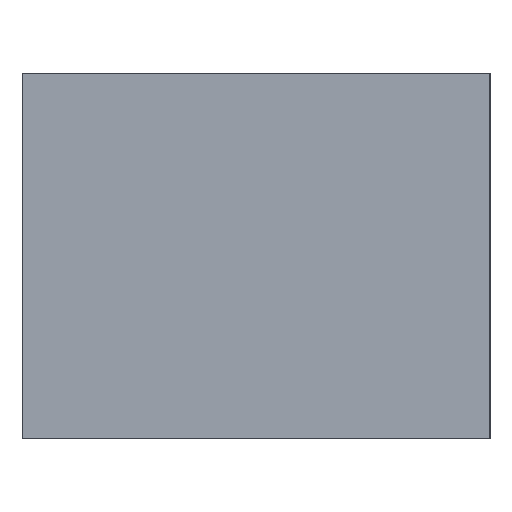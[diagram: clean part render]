
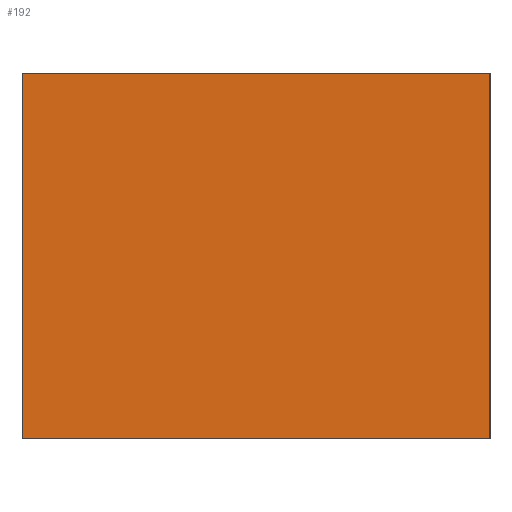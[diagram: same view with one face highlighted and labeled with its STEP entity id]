
A CAD part, left-side view. The second image highlights one B-rep face of the part: STEP entity #192.
In plain terms, the highlighted planar face has unit normal (-1, 0, 0).
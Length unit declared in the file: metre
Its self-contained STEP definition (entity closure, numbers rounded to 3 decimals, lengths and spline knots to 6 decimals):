
#28=ORIENTED_EDGE('',*,*,#76,.F.);
#29=ORIENTED_EDGE('',*,*,#71,.F.);
#30=ORIENTED_EDGE('',*,*,#77,.T.);
#31=ORIENTED_EDGE('',*,*,#78,.T.);
#71=EDGE_CURVE('',#95,#92,#111,.T.);
#76=EDGE_CURVE('',#92,#100,#116,.T.);
#77=EDGE_CURVE('',#95,#101,#117,.T.);
#78=EDGE_CURVE('',#101,#100,#118,.T.);
#92=VERTEX_POINT('',#277);
#95=VERTEX_POINT('',#282);
#100=VERTEX_POINT('',#294);
#101=VERTEX_POINT('',#296);
#111=LINE('',#283,#135);
#116=LINE('',#293,#140);
#117=LINE('',#295,#141);
#118=LINE('',#297,#142);
#135=VECTOR('',#233,1.);
#140=VECTOR('',#240,1.);
#141=VECTOR('',#241,1.);
#142=VECTOR('',#242,1.);
#158=EDGE_LOOP('',(#28,#29,#30,#31));
#170=FACE_BOUND('',#158,.T.);
#181=PLANE('',#216);
#192=ADVANCED_FACE('',(#170),#181,.T.);
#216=AXIS2_PLACEMENT_3D('',#292,#238,#239);
#233=DIRECTION('',(0.,0.,-1.));
#238=DIRECTION('',(-1.,0.,0.));
#239=DIRECTION('',(0.,0.,1.));
#240=DIRECTION('',(0.,1.,0.));
#241=DIRECTION('',(0.,1.,0.));
#242=DIRECTION('',(0.,0.,-1.));
#277=CARTESIAN_POINT('',(0.,0.,0.));
#282=CARTESIAN_POINT('',(0.,0.,0.0032));
#283=CARTESIAN_POINT('',(0.,0.,0.0032));
#292=CARTESIAN_POINT('',(0.,0.00205,0.0032));
#293=CARTESIAN_POINT('',(0.,0.00205,0.));
#294=CARTESIAN_POINT('',(0.,0.0041,0.));
#295=CARTESIAN_POINT('',(0.,0.00205,0.0032));
#296=CARTESIAN_POINT('',(0.,0.0041,0.0032));
#297=CARTESIAN_POINT('',(0.,0.0041,0.0032));
